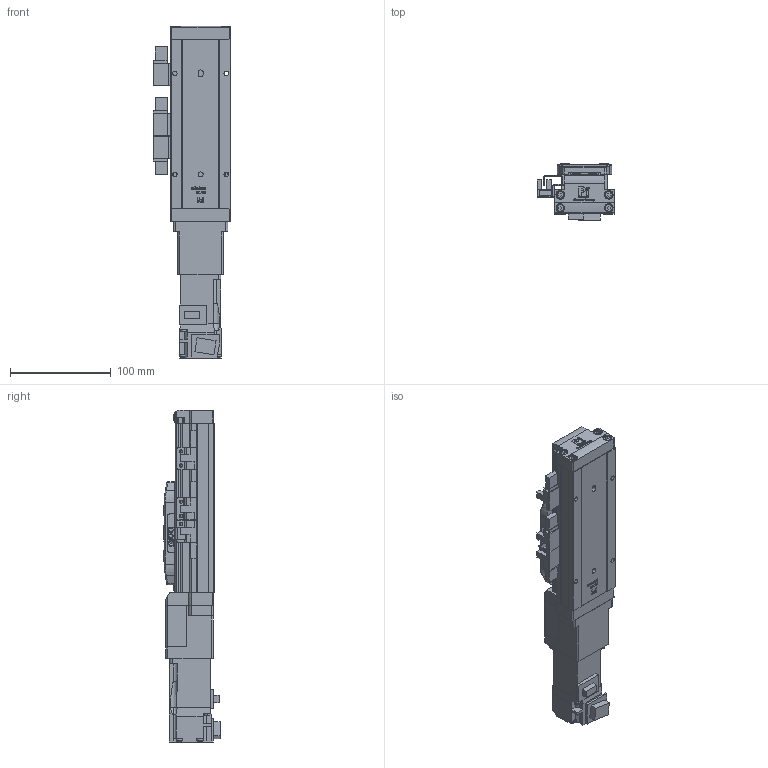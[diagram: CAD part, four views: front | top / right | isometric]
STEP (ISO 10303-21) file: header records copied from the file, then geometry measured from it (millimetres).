
FILE_DESCRIPTION (( 'STEP AP214' ), '1' );
FILE_NAME ('PI_GSH6-50-BC-M10-1.step', '2024-03-16T01:12:41', ( '' ), ( '' ), 'SwSTEP 2.0', 'SolidWorks 2012', '' );
FILE_SCHEMA (( 'AUTOMOTIVE_DESIGN' ));
Length unit declared in the file: millimetre
Products named in the file (4): PI_GSH6-GY-004; PI_GSH6-50-BC-M10-1; HG-KR13_100W_Mitsubishi-Motor; PI_GSH6-50-BC-011-M10
Assembly tree (3 placements, depth 2):
  PI_GSH6-50-BC-M10-1
    PI_GSH6-50-BC-011-M10
    HG-KR13_100W_Mitsubishi-Motor
    PI_GSH6-GY-004
Bounding box: 76.9 x 55.8 x 328.9 mm (x, y, z)
Volume: 493344.9 mm3; surface area: 149161.9 mm2
Topology: 3 solids, 7 shells, 2056 faces, 5492 edges, 3582 vertices
Faces by surface type: plane 1029, bspline 616, cylinder 330, cone 41, torus 36, sphere 4
Entity records: 84007 total; most frequent: CARTESIAN_POINT 30499, ORIENTED_EDGE 10968, DIRECTION 7938, EDGE_CURVE 5484, VERTEX_POINT 3578, VECTOR 3400, LINE 3400, AXIS2_PLACEMENT_3D 2269
